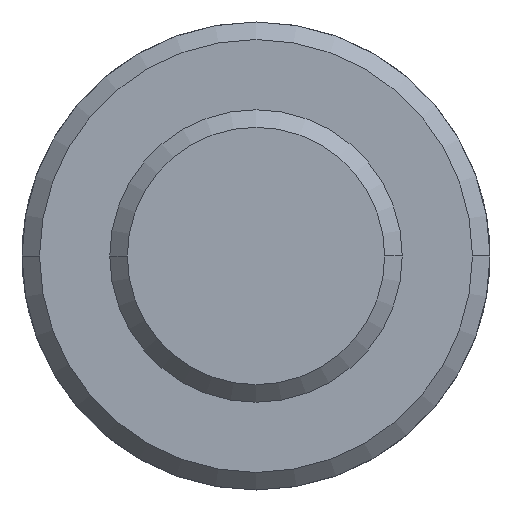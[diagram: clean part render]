
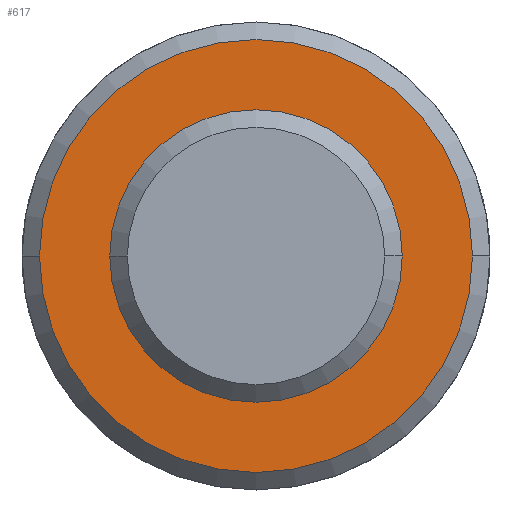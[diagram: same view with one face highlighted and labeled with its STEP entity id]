
A CAD part, left-side view. The second image highlights one B-rep face of the part: STEP entity #617.
In plain terms, the highlighted planar face has unit normal (-1, 0, 0).
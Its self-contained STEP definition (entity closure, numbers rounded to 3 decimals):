
#49=CARTESIAN_POINT('',(-15.7,3.7,0.0));
#50=VERTEX_POINT('',#49);
#59=CARTESIAN_POINT('',(-15.7,-3.7,0.));
#60=VERTEX_POINT('',#59);
#61=CARTESIAN_POINT('',(-15.7,0.0,0.0));
#62=DIRECTION('',(1.0,0.0,0.0));
#63=DIRECTION('',(0.0,1.0,0.0));
#64=AXIS2_PLACEMENT_3D('',#61,#62,#63);
#65=CIRCLE('',#64,3.7);
#66=EDGE_CURVE('',#50,#60,#65,.T.);
#93=CARTESIAN_POINT('',(-15.7,2.,0.0));
#94=VERTEX_POINT('',#93);
#110=CARTESIAN_POINT('',(-15.7,-2.,0.));
#111=VERTEX_POINT('',#110);
#118=CARTESIAN_POINT('',(-15.7,0.0,0.0));
#119=DIRECTION('',(1.0,0.0,0.0));
#120=DIRECTION('',(0.0,1.0,0.0));
#121=AXIS2_PLACEMENT_3D('',#118,#119,#120);
#122=CIRCLE('',#121,2.);
#123=EDGE_CURVE('',#94,#111,#122,.T.);
#586=CARTESIAN_POINT('',(-15.7,0.0,0.0));
#587=DIRECTION('',(1.0,0.0,0.0));
#588=DIRECTION('',(0.0,1.0,0.0));
#589=AXIS2_PLACEMENT_3D('',#586,#587,#588);
#590=CIRCLE('',#589,2.);
#591=EDGE_CURVE('',#111,#94,#590,.T.);
#598=CARTESIAN_POINT('',(-15.7,2.85,0.0));
#599=DIRECTION('',(-1.0,0.0,0.0));
#600=DIRECTION('',(0.0,0.0,1.0));
#601=AXIS2_PLACEMENT_3D('',#598,#599,#600);
#602=PLANE('',#601);
#603=ORIENTED_EDGE('',*,*,#66,.F.);
#604=CARTESIAN_POINT('',(-15.7,0.0,0.0));
#605=DIRECTION('',(1.0,0.0,0.0));
#606=DIRECTION('',(0.0,1.0,0.0));
#607=AXIS2_PLACEMENT_3D('',#604,#605,#606);
#608=CIRCLE('',#607,3.7);
#609=EDGE_CURVE('',#60,#50,#608,.T.);
#610=ORIENTED_EDGE('',*,*,#609,.F.);
#611=EDGE_LOOP('',(#603,#610));
#612=FACE_OUTER_BOUND('',#611,.T.);
#613=ORIENTED_EDGE('',*,*,#123,.T.);
#614=ORIENTED_EDGE('',*,*,#591,.T.);
#615=EDGE_LOOP('',(#613,#614));
#616=FACE_BOUND('',#615,.T.);
#617=ADVANCED_FACE('',(#612,#616),#602,.T.);
